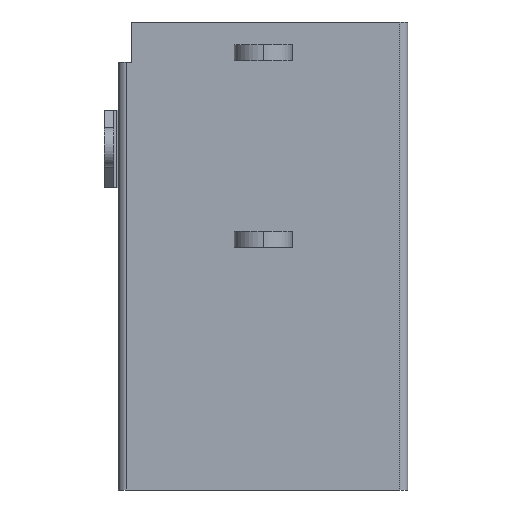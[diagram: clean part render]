
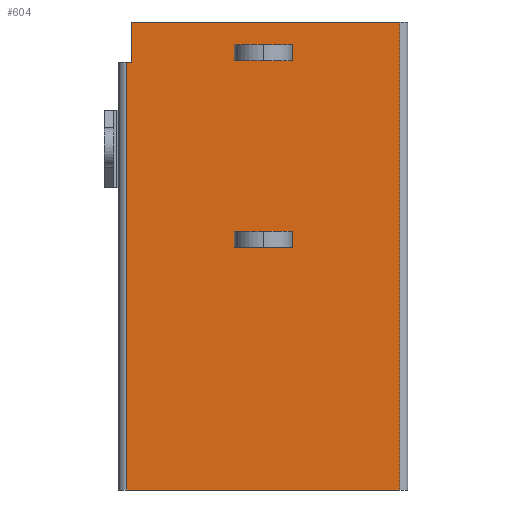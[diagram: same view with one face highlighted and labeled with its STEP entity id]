
A CAD part, front view. The second image highlights one B-rep face of the part: STEP entity #604.
In plain terms, the highlighted planar face has unit normal (0, -1, 0).
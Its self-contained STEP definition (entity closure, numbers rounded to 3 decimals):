
#14 = VERTEX_POINT ( 'NONE', #349 ) ;
#15 = DIRECTION ( 'NONE',  ( 1., 0., 0. ) ) ;
#23 = DIRECTION ( 'NONE',  ( 0., 0., -1. ) ) ;
#29 = CARTESIAN_POINT ( 'NONE',  ( -4.5, -5.35, 7.55 ) ) ;
#30 = CARTESIAN_POINT ( 'NONE',  ( -4.5, -5.35, 8.05 ) ) ;
#31 = EDGE_LOOP ( 'NONE', ( #2242, #500, #1893, #1696, #1811, #2591 ) ) ;
#113 = VECTOR ( 'NONE', #1291, 1000. ) ;
#156 = CARTESIAN_POINT ( 'NONE',  ( 0.9, -5.35, 8.05 ) ) ;
#211 = VERTEX_POINT ( 'NONE', #1475 ) ;
#243 = EDGE_CURVE ( 'NONE', #2687, #1563, #639, .T. ) ;
#272 = EDGE_CURVE ( 'NONE', #1129, #1533, #1152, .T. ) ;
#308 = ORIENTED_EDGE ( 'NONE', *, *, #544, .F. ) ;
#311 = EDGE_CURVE ( 'NONE', #1129, #320, #696, .T. ) ;
#313 = LINE ( 'NONE', #782, #1049 ) ;
#320 = VERTEX_POINT ( 'NONE', #156 ) ;
#349 = CARTESIAN_POINT ( 'NONE',  ( -4.25, -5.35, 13.3 ) ) ;
#442 = FACE_BOUND ( 'NONE', #2257, .T. ) ;
#455 = CARTESIAN_POINT ( 'NONE',  ( -4.25, -5.35, 3.5 ) ) ;
#464 = EDGE_CURVE ( 'NONE', #1563, #211, #2796, .T. ) ;
#500 = ORIENTED_EDGE ( 'NONE', *, *, #1664, .T. ) ;
#544 = EDGE_CURVE ( 'NONE', #2812, #1533, #1911, .T. ) ;
#604 = ADVANCED_FACE ( 'NONE', ( #1337, #442 ), #2210, .F. ) ;
#639 = LINE ( 'NONE', #1998, #1526 ) ;
#677 = LINE ( 'NONE', #455, #1961 ) ;
#681 = CARTESIAN_POINT ( 'NONE',  ( 7.074, -5.35, 14.55 ) ) ;
#696 = LINE ( 'NONE', #2219, #2246 ) ;
#782 = CARTESIAN_POINT ( 'NONE',  ( 0., -5.35, 13.3 ) ) ;
#787 = DIRECTION ( 'NONE',  ( 0., 0., 1. ) ) ;
#792 = CARTESIAN_POINT ( 'NONE',  ( -4.088, -5.35, 14.55 ) ) ;
#878 = VECTOR ( 'NONE', #935, 1000. ) ;
#881 = VECTOR ( 'NONE', #1976, 1000. ) ;
#935 = DIRECTION ( 'NONE',  ( -1., 0., 0. ) ) ;
#968 = EDGE_CURVE ( 'NONE', #1260, #1253, #2352, .T. ) ;
#973 = VECTOR ( 'NONE', #1237, 1000. ) ;
#1048 = ORIENTED_EDGE ( 'NONE', *, *, #272, .T. ) ;
#1049 = VECTOR ( 'NONE', #2116, 1000. ) ;
#1079 = EDGE_CURVE ( 'NONE', #211, #1260, #1780, .T. ) ;
#1096 = CARTESIAN_POINT ( 'NONE',  ( -4.088, -5.35, 13.3 ) ) ;
#1098 = CARTESIAN_POINT ( 'NONE',  ( -0.9, -5.35, 3.5 ) ) ;
#1129 = VERTEX_POINT ( 'NONE', #2080 ) ;
#1152 = LINE ( 'NONE', #29, #878 ) ;
#1237 = DIRECTION ( 'NONE',  ( 0., 0., 1. ) ) ;
#1253 = VERTEX_POINT ( 'NONE', #1096 ) ;
#1260 = VERTEX_POINT ( 'NONE', #792 ) ;
#1291 = DIRECTION ( 'NONE',  ( 0., 0., -1. ) ) ;
#1337 = FACE_OUTER_BOUND ( 'NONE', #31, .T. ) ;
#1452 = VECTOR ( 'NONE', #2224, 1000. ) ;
#1475 = CARTESIAN_POINT ( 'NONE',  ( 4.25, -5.35, 14.55 ) ) ;
#1526 = VECTOR ( 'NONE', #15, 1000. ) ;
#1533 = VERTEX_POINT ( 'NONE', #1935 ) ;
#1563 = VERTEX_POINT ( 'NONE', #2445 ) ;
#1611 = ORIENTED_EDGE ( 'NONE', *, *, #2723, .F. ) ;
#1664 = EDGE_CURVE ( 'NONE', #14, #2687, #677, .T. ) ;
#1666 = CARTESIAN_POINT ( 'NONE',  ( -0.9, -5.35, 8.05 ) ) ;
#1696 = ORIENTED_EDGE ( 'NONE', *, *, #464, .T. ) ;
#1710 = CARTESIAN_POINT ( 'NONE',  ( -4.5, -5.35, 3.5 ) ) ;
#1772 = EDGE_CURVE ( 'NONE', #14, #1253, #313, .T. ) ;
#1780 = LINE ( 'NONE', #681, #1939 ) ;
#1795 = DIRECTION ( 'NONE',  ( 0., 0., 1. ) ) ;
#1811 = ORIENTED_EDGE ( 'NONE', *, *, #1079, .T. ) ;
#1893 = ORIENTED_EDGE ( 'NONE', *, *, #243, .T. ) ;
#1911 = LINE ( 'NONE', #1098, #881 ) ;
#1935 = CARTESIAN_POINT ( 'NONE',  ( -0.9, -5.35, 7.55 ) ) ;
#1939 = VECTOR ( 'NONE', #2432, 1000. ) ;
#1961 = VECTOR ( 'NONE', #23, 1000. ) ;
#1976 = DIRECTION ( 'NONE',  ( 0., 0., -1. ) ) ;
#1998 = CARTESIAN_POINT ( 'NONE',  ( -4.5, -5.35, 0. ) ) ;
#2080 = CARTESIAN_POINT ( 'NONE',  ( 0.9, -5.35, 7.55 ) ) ;
#2105 = DIRECTION ( 'NONE',  ( 0., 1., 0. ) ) ;
#2116 = DIRECTION ( 'NONE',  ( 1., 0., 0. ) ) ;
#2131 = CARTESIAN_POINT ( 'NONE',  ( -4.088, -5.35, 13.6 ) ) ;
#2210 = PLANE ( 'NONE',  #2703 ) ;
#2219 = CARTESIAN_POINT ( 'NONE',  ( 0.9, -5.35, 3.5 ) ) ;
#2224 = DIRECTION ( 'NONE',  ( -1., 0., 0. ) ) ;
#2242 = ORIENTED_EDGE ( 'NONE', *, *, #1772, .F. ) ;
#2246 = VECTOR ( 'NONE', #1795, 1000. ) ;
#2250 = LINE ( 'NONE', #30, #1452 ) ;
#2257 = EDGE_LOOP ( 'NONE', ( #1611, #2774, #1048, #308 ) ) ;
#2352 = LINE ( 'NONE', #2131, #113 ) ;
#2432 = DIRECTION ( 'NONE',  ( -1., 0., 0. ) ) ;
#2445 = CARTESIAN_POINT ( 'NONE',  ( 4.25, -5.35, 0. ) ) ;
#2574 = CARTESIAN_POINT ( 'NONE',  ( 4.25, -5.35, 3.5 ) ) ;
#2591 = ORIENTED_EDGE ( 'NONE', *, *, #968, .T. ) ;
#2687 = VERTEX_POINT ( 'NONE', #2705 ) ;
#2703 = AXIS2_PLACEMENT_3D ( 'NONE', #1710, #2105, #787 ) ;
#2705 = CARTESIAN_POINT ( 'NONE',  ( -4.25, -5.35, 0. ) ) ;
#2723 = EDGE_CURVE ( 'NONE', #320, #2812, #2250, .T. ) ;
#2774 = ORIENTED_EDGE ( 'NONE', *, *, #311, .F. ) ;
#2796 = LINE ( 'NONE', #2574, #973 ) ;
#2812 = VERTEX_POINT ( 'NONE', #1666 ) ;
